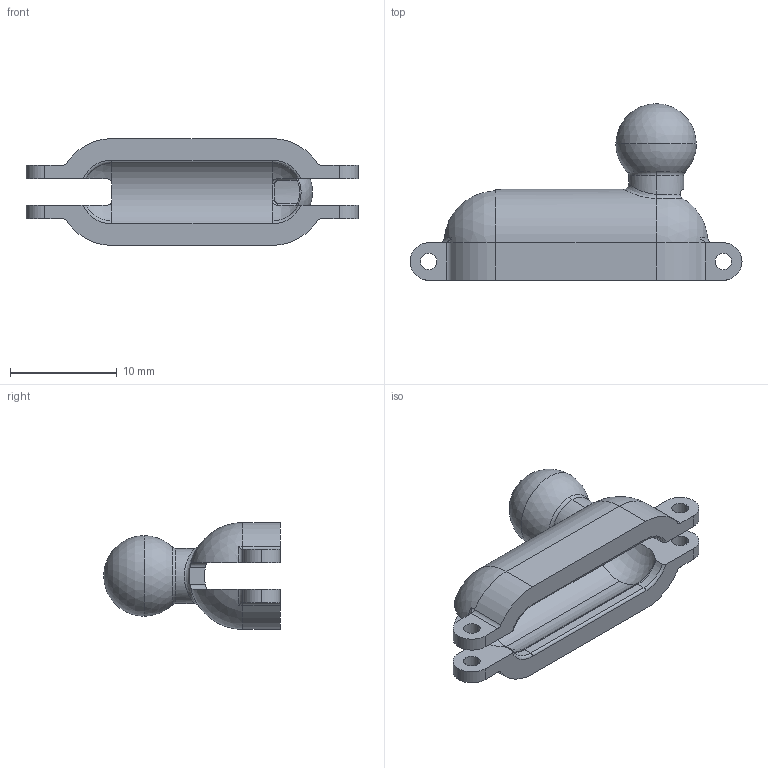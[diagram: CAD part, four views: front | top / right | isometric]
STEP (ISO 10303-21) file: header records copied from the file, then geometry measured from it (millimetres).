
FILE_DESCRIPTION (( 'STEP AP203' ), '1' );
FILE_NAME ('pupil_headset_arm_extension.STEP', '2017-09-21T22:45:16', ( '' ), ( '' ), 'SwSTEP 2.0', 'SolidWorks 2016', '' );
FILE_SCHEMA (( 'CONFIG_CONTROL_DESIGN' ));
Length unit declared in the file: millimetre
Products named in the file (1): pupil_headset_arm_extension
Bounding box: 31.07 x 16.52 x 10 mm (x, y, z)
Volume: 1023.4 mm3; surface area: 1412 mm2
Topology: 1 solids, 1 shells, 97 faces, 252 edges, 156 vertices
Faces by surface type: cylinder 43, torus 21, plane 20, sphere 10, bspline 3
Entity records: 3316 total; most frequent: CARTESIAN_POINT 852, DIRECTION 528, ORIENTED_EDGE 496, EDGE_CURVE 248, AXIS2_PLACEMENT_3D 222, VERTEX_POINT 154, CIRCLE 127, EDGE_LOOP 106
